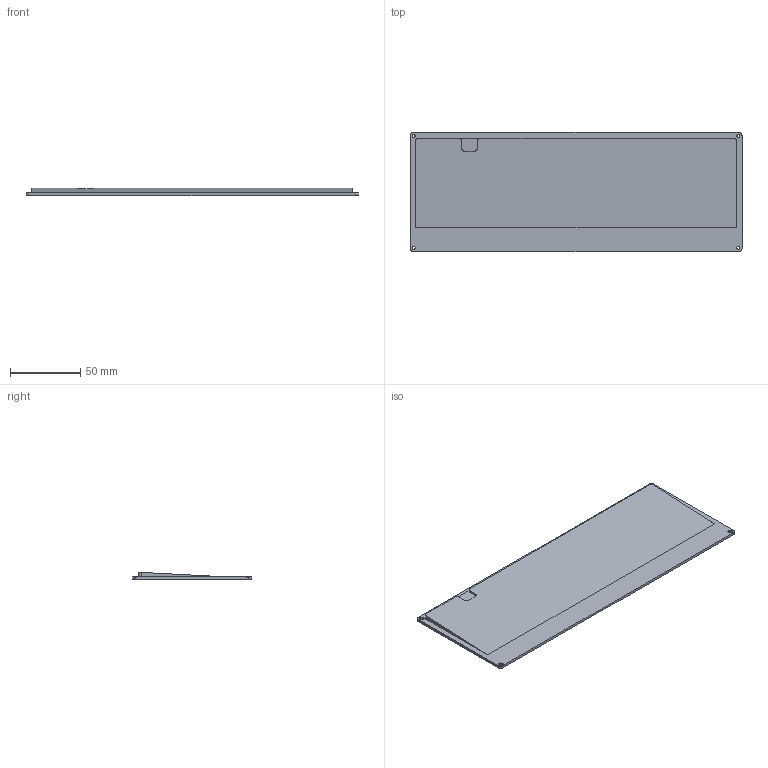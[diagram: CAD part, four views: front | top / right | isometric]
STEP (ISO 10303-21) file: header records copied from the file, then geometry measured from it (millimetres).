
FILE_DESCRIPTION(/* description */ (''),/* implementation_level */ '2;1');
FILE_NAME(/* name */ 'Gridiron-Bottom-Angled.step',/* time_stamp */ '2022-02-05T13:15:21-05:00',/* author */ (''),/* organization */ (''),/* preprocessor_version */ 'ST-DEVELOPER v18.1',/* originating_system */ 'Autodesk Translation Framework v10.13.0.1454',/* authorisation */ '');
FILE_SCHEMA (('AUTOMOTIVE_DESIGN { 1 0 10303 214 3 1 1 }'));
Length unit declared in the file: millimetre
Products named in the file (1): Gridiron-Bottom-Angled
Bounding box: 236.7 x 84.92 x 5.33 mm (x, y, z)
Volume: 63517.7 mm3; surface area: 42646.2 mm2
Topology: 1 solids, 1 shells, 72 faces, 167 edges, 106 vertices
Faces by surface type: plane 38, cylinder 26, cone 8
Full cylindrical faces by diameter (mm): 2.2 x4, 3.7 x4
Entity records: 2099 total; most frequent: DIRECTION 373, CARTESIAN_POINT 346, ORIENTED_EDGE 334, EDGE_CURVE 167, AXIS2_PLACEMENT_3D 133, LINE 107, VECTOR 107, VERTEX_POINT 106
